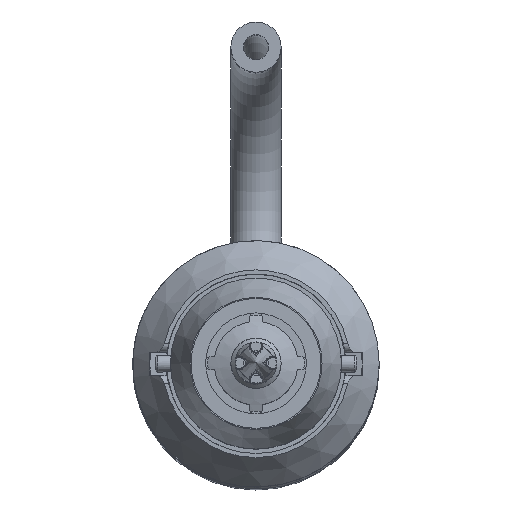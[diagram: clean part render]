
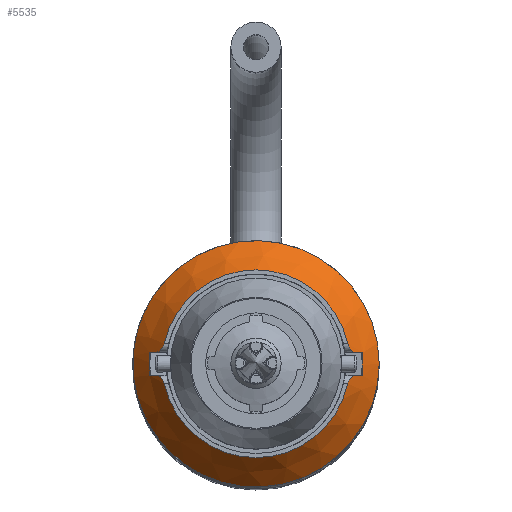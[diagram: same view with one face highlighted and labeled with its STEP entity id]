
A CAD part, top view. The second image highlights one B-rep face of the part: STEP entity #5535.
In plain terms, the highlighted conical face has half-angle 40 degrees and reference radius 11.2 mm.
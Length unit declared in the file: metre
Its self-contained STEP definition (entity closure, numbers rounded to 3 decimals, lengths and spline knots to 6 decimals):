
#115=CONICAL_SURFACE('',#6164,0.0112,0.698);
#356=B_SPLINE_CURVE_WITH_KNOTS('',3,(#11792,#11793,#11794,#11795),
 .UNSPECIFIED.,.F.,.F.,(4,4),(0.,0.001147),.UNSPECIFIED.);
#357=B_SPLINE_CURVE_WITH_KNOTS('',3,(#11804,#11805,#11806,#11807),
 .UNSPECIFIED.,.F.,.F.,(4,4),(0.,0.001147),.UNSPECIFIED.);
#359=B_SPLINE_CURVE_WITH_KNOTS('',3,(#11817,#11818,#11819,#11820),
 .UNSPECIFIED.,.F.,.F.,(4,4),(0.,0.00275),.UNSPECIFIED.);
#360=B_SPLINE_CURVE_WITH_KNOTS('',3,(#11833,#11834,#11835,#11836),
 .UNSPECIFIED.,.F.,.F.,(4,4),(0.,0.001147),.UNSPECIFIED.);
#362=B_SPLINE_CURVE_WITH_KNOTS('',3,(#11848,#11849,#11850,#11851),
 .UNSPECIFIED.,.F.,.F.,(4,4),(0.,0.001147),.UNSPECIFIED.);
#363=B_SPLINE_CURVE_WITH_KNOTS('',3,(#11858,#11859,#11860,#11861),
 .UNSPECIFIED.,.F.,.F.,(4,4),(0.,0.00275),.UNSPECIFIED.);
#382=B_SPLINE_CURVE_WITH_KNOTS('',3,(#12079,#12080,#12081,#12082,#12083),
 .UNSPECIFIED.,.F.,.F.,(4,1,4),(0.,0.00094,0.001881),
 .UNSPECIFIED.);
#383=B_SPLINE_CURVE_WITH_KNOTS('',3,(#12085,#12086,#12087,#12088,#12089),
 .UNSPECIFIED.,.F.,.F.,(4,1,4),(0.,0.000939,0.001879),
 .UNSPECIFIED.);
#384=B_SPLINE_CURVE_WITH_KNOTS('',3,(#12091,#12092,#12093,#12094,#12095),
 .UNSPECIFIED.,.F.,.F.,(4,1,4),(0.,0.000939,0.001879),
 .UNSPECIFIED.);
#385=B_SPLINE_CURVE_WITH_KNOTS('',3,(#12097,#12098,#12099,#12100,#12101),
 .UNSPECIFIED.,.F.,.F.,(4,1,4),(0.,0.00094,0.001881),
 .UNSPECIFIED.);
#2627=ORIENTED_EDGE('',*,*,#3329,.F.);
#2628=ORIENTED_EDGE('',*,*,#3420,.F.);
#2629=ORIENTED_EDGE('',*,*,#3291,.F.);
#2630=ORIENTED_EDGE('',*,*,#3419,.F.);
#2631=ORIENTED_EDGE('',*,*,#3355,.F.);
#2632=ORIENTED_EDGE('',*,*,#3359,.F.);
#2633=ORIENTED_EDGE('',*,*,#3350,.F.);
#2634=ORIENTED_EDGE('',*,*,#3421,.F.);
#2635=ORIENTED_EDGE('',*,*,#3417,.F.);
#2636=ORIENTED_EDGE('',*,*,#3422,.F.);
#2637=ORIENTED_EDGE('',*,*,#3335,.F.);
#2638=ORIENTED_EDGE('',*,*,#3344,.F.);
#2639=ORIENTED_EDGE('',*,*,#3340,.F.);
#3291=EDGE_CURVE('',#3880,#3881,#4187,.T.);
#3329=EDGE_CURVE('',#3917,#3917,#4196,.F.);
#3335=EDGE_CURVE('',#3922,#3923,#356,.T.);
#3340=EDGE_CURVE('',#3925,#3926,#357,.T.);
#3344=EDGE_CURVE('',#3926,#3922,#359,.T.);
#3350=EDGE_CURVE('',#3932,#3933,#360,.T.);
#3355=EDGE_CURVE('',#3935,#3936,#362,.T.);
#3359=EDGE_CURVE('',#3933,#3935,#363,.T.);
#3417=EDGE_CURVE('',#3966,#3967,#4205,.T.);
#3419=EDGE_CURVE('',#3936,#3880,#382,.T.);
#3420=EDGE_CURVE('',#3881,#3925,#383,.T.);
#3421=EDGE_CURVE('',#3967,#3932,#384,.T.);
#3422=EDGE_CURVE('',#3923,#3966,#385,.T.);
#3880=VERTEX_POINT('',#11639);
#3881=VERTEX_POINT('',#11641);
#3917=VERTEX_POINT('',#11779);
#3922=VERTEX_POINT('',#11791);
#3923=VERTEX_POINT('',#11796);
#3925=VERTEX_POINT('',#11803);
#3926=VERTEX_POINT('',#11808);
#3932=VERTEX_POINT('',#11832);
#3933=VERTEX_POINT('',#11837);
#3935=VERTEX_POINT('',#11847);
#3936=VERTEX_POINT('',#11852);
#3966=VERTEX_POINT('',#12074);
#3967=VERTEX_POINT('',#12076);
#4187=CIRCLE('',#6091,0.0112);
#4196=CIRCLE('',#6102,0.0147);
#4205=CIRCLE('',#6140,0.0112);
#4644=EDGE_LOOP('',(#2627));
#4645=EDGE_LOOP('',(#2628,#2629,#2630,#2631,#2632,#2633,#2634,#2635,#2636,
#2637,#2638,#2639));
#5080=FACE_BOUND('',#4644,.T.);
#5081=FACE_BOUND('',#4645,.T.);
#5535=ADVANCED_FACE('',(#5080,#5081),#115,.T.);
#6091=AXIS2_PLACEMENT_3D('',#11640,#7276,#7277);
#6102=AXIS2_PLACEMENT_3D('',#11778,#7309,#7310);
#6140=AXIS2_PLACEMENT_3D('',#12075,#7430,#7431);
#6164=AXIS2_PLACEMENT_3D('',#12201,#7479,#7480);
#7276=DIRECTION('',(0.,0.,1.));
#7277=DIRECTION('',(1.,0.,0.));
#7309=DIRECTION('',(0.,0.,1.));
#7310=DIRECTION('',(1.,0.,0.));
#7430=DIRECTION('',(0.,0.,1.));
#7431=DIRECTION('',(1.,0.,0.));
#7479=DIRECTION('',(0.,0.,-1.));
#7480=DIRECTION('',(-1.,0.,0.));
#11639=CARTESIAN_POINT('',(-0.010945,-0.002375,0.054));
#11640=CARTESIAN_POINT('',(0.,0.,0.054));
#11641=CARTESIAN_POINT('',(0.010945,-0.002375,0.054));
#11778=CARTESIAN_POINT('',(0.,0.,0.049829));
#11779=CARTESIAN_POINT('',(0.0147,0.,0.049829));
#11791=CARTESIAN_POINT('',(0.0127,0.001375,0.052124));
#11792=CARTESIAN_POINT('',(0.0127,0.001375,0.052124));
#11793=CARTESIAN_POINT('',(0.012453,0.001375,0.052416));
#11794=CARTESIAN_POINT('',(0.012207,0.001375,0.052708));
#11795=CARTESIAN_POINT('',(0.01196,0.001375,0.053));
#11796=CARTESIAN_POINT('',(0.01196,0.001375,0.053));
#11803=CARTESIAN_POINT('',(0.01196,-0.001375,0.053));
#11804=CARTESIAN_POINT('',(0.01196,-0.001375,0.053));
#11805=CARTESIAN_POINT('',(0.012207,-0.001375,0.052708));
#11806=CARTESIAN_POINT('',(0.012453,-0.001375,0.052416));
#11807=CARTESIAN_POINT('',(0.0127,-0.001375,0.052124));
#11808=CARTESIAN_POINT('',(0.0127,-0.001375,0.052124));
#11817=CARTESIAN_POINT('',(0.0127,-0.001375,0.052124));
#11818=CARTESIAN_POINT('',(0.0127,-0.000458,0.052242));
#11819=CARTESIAN_POINT('',(0.0127,0.000458,0.052242));
#11820=CARTESIAN_POINT('',(0.0127,0.001375,0.052124));
#11832=CARTESIAN_POINT('',(-0.01196,0.001375,0.053));
#11833=CARTESIAN_POINT('',(-0.01196,0.001375,0.053));
#11834=CARTESIAN_POINT('',(-0.012207,0.001375,0.052708));
#11835=CARTESIAN_POINT('',(-0.012453,0.001375,0.052416));
#11836=CARTESIAN_POINT('',(-0.0127,0.001375,0.052124));
#11837=CARTESIAN_POINT('',(-0.0127,0.001375,0.052124));
#11847=CARTESIAN_POINT('',(-0.0127,-0.001375,0.052124));
#11848=CARTESIAN_POINT('',(-0.0127,-0.001375,0.052124));
#11849=CARTESIAN_POINT('',(-0.012453,-0.001375,0.052416));
#11850=CARTESIAN_POINT('',(-0.012207,-0.001375,0.052708));
#11851=CARTESIAN_POINT('',(-0.01196,-0.001375,0.053));
#11852=CARTESIAN_POINT('',(-0.01196,-0.001375,0.053));
#11858=CARTESIAN_POINT('',(-0.0127,0.001375,0.052124));
#11859=CARTESIAN_POINT('',(-0.0127,0.000458,0.052242));
#11860=CARTESIAN_POINT('',(-0.0127,-0.000458,0.052242));
#11861=CARTESIAN_POINT('',(-0.0127,-0.001375,0.052124));
#12074=CARTESIAN_POINT('',(0.010945,0.002375,0.054));
#12075=CARTESIAN_POINT('',(0.,0.,0.054));
#12076=CARTESIAN_POINT('',(-0.010945,0.002375,0.054));
#12079=CARTESIAN_POINT('',(-0.01196,-0.001375,0.053));
#12080=CARTESIAN_POINT('',(-0.011756,-0.001375,0.053242));
#12081=CARTESIAN_POINT('',(-0.011344,-0.001539,0.053711));
#12082=CARTESIAN_POINT('',(-0.011013,-0.002063,0.054));
#12083=CARTESIAN_POINT('',(-0.010945,-0.002375,0.054));
#12085=CARTESIAN_POINT('',(0.010945,-0.002375,0.054));
#12086=CARTESIAN_POINT('',(0.011013,-0.002064,0.054));
#12087=CARTESIAN_POINT('',(0.01134,-0.001542,0.053715));
#12088=CARTESIAN_POINT('',(0.011756,-0.001375,0.053242));
#12089=CARTESIAN_POINT('',(0.01196,-0.001375,0.053));
#12091=CARTESIAN_POINT('',(-0.010945,0.002375,0.054));
#12092=CARTESIAN_POINT('',(-0.011013,0.002064,0.054));
#12093=CARTESIAN_POINT('',(-0.01134,0.001542,0.053715));
#12094=CARTESIAN_POINT('',(-0.011756,0.001375,0.053242));
#12095=CARTESIAN_POINT('',(-0.01196,0.001375,0.053));
#12097=CARTESIAN_POINT('',(0.01196,0.001375,0.053));
#12098=CARTESIAN_POINT('',(0.011756,0.001375,0.053242));
#12099=CARTESIAN_POINT('',(0.011344,0.001539,0.053711));
#12100=CARTESIAN_POINT('',(0.011013,0.002063,0.054));
#12101=CARTESIAN_POINT('',(0.010945,0.002375,0.054));
#12201=CARTESIAN_POINT('',(0.,0.,0.054));
